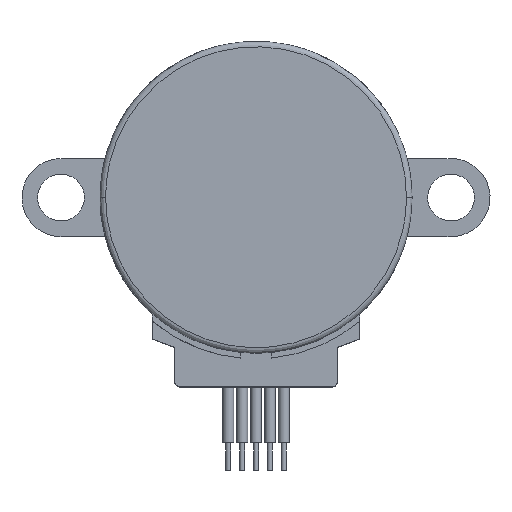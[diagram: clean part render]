
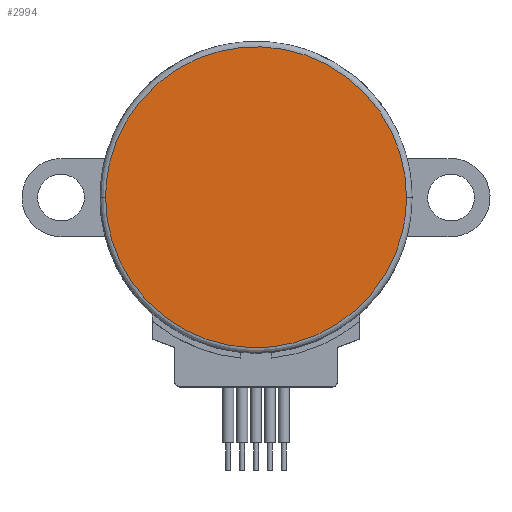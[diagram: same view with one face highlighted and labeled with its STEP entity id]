
A CAD part, top view. The second image highlights one B-rep face of the part: STEP entity #2994.
In plain terms, the highlighted free-form (B-spline) face has degree [1, 1] with [2, 2] control points.
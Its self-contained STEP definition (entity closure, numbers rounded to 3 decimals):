
#850 = VERTEX_POINT('',#851);
#851 = CARTESIAN_POINT('',(-15.169,0.,
    21.349));
#857 = EDGE_CURVE('',#858,#850,#860,.T.);
#858 = VERTEX_POINT('',#859);
#859 = CARTESIAN_POINT('',(15.169,0.,21.349));
#860 = ( BOUNDED_CURVE() B_SPLINE_CURVE(2,(#861,#862,#863,#864,#865),
.UNSPECIFIED.,.F.,.F.) B_SPLINE_CURVE_WITH_KNOTS((3,2,3),(0.,
1.571,3.142),.PIECEWISE_BEZIER_KNOTS.) CURVE() 
GEOMETRIC_REPRESENTATION_ITEM() RATIONAL_B_SPLINE_CURVE((1.,
0.707,1.,0.707,1.)) REPRESENTATION_ITEM('') );
#861 = CARTESIAN_POINT('',(15.169,0.,21.349));
#862 = CARTESIAN_POINT('',(15.169,15.169,21.349
    ));
#863 = CARTESIAN_POINT('',(0.,15.169,
    21.349));
#864 = CARTESIAN_POINT('',(-15.169,15.169,
    21.349));
#865 = CARTESIAN_POINT('',(-15.169,0.,
    21.349));
#2994 = ADVANCED_FACE('',(#2995),#3006,.T.);
#2995 = FACE_BOUND('',#2996,.T.);
#2996 = EDGE_LOOP('',(#2997,#2998));
#2997 = ORIENTED_EDGE('',*,*,#857,.T.);
#2998 = ORIENTED_EDGE('',*,*,#2999,.T.);
#2999 = EDGE_CURVE('',#850,#858,#3000,.T.);
#3000 = ( BOUNDED_CURVE() B_SPLINE_CURVE(2,(#3001,#3002,#3003,#3004,
#3005),.UNSPECIFIED.,.F.,.F.) B_SPLINE_CURVE_WITH_KNOTS((3,2,3),(
    3.142,4.712,6.283),
.PIECEWISE_BEZIER_KNOTS.) CURVE() GEOMETRIC_REPRESENTATION_ITEM() 
RATIONAL_B_SPLINE_CURVE((1.,0.707,1.,0.707,1.)) 
REPRESENTATION_ITEM('') );
#3001 = CARTESIAN_POINT('',(-15.169,0.,
    21.349));
#3002 = CARTESIAN_POINT('',(-15.169,-15.169,
    21.349));
#3003 = CARTESIAN_POINT('',(0.,-15.169,
    21.349));
#3004 = CARTESIAN_POINT('',(15.169,-15.169,
    21.349));
#3005 = CARTESIAN_POINT('',(15.169,0.,
    21.349));
#3006 = B_SPLINE_SURFACE_WITH_KNOTS('',1,1,(
    (#3007,#3008)
    ,(#3009,#3010
    )),.UNSPECIFIED.,.F.,.F.,.F.,(2,2),(2,2),(-13.5,13.5),(-13.5,13.5),
  .PIECEWISE_BEZIER_KNOTS.);
#3007 = CARTESIAN_POINT('',(-15.169,-15.169,
    21.349));
#3008 = CARTESIAN_POINT('',(-15.169,15.169,
    21.349));
#3009 = CARTESIAN_POINT('',(15.169,-15.169,
    21.349));
#3010 = CARTESIAN_POINT('',(15.169,15.169,
    21.349));
